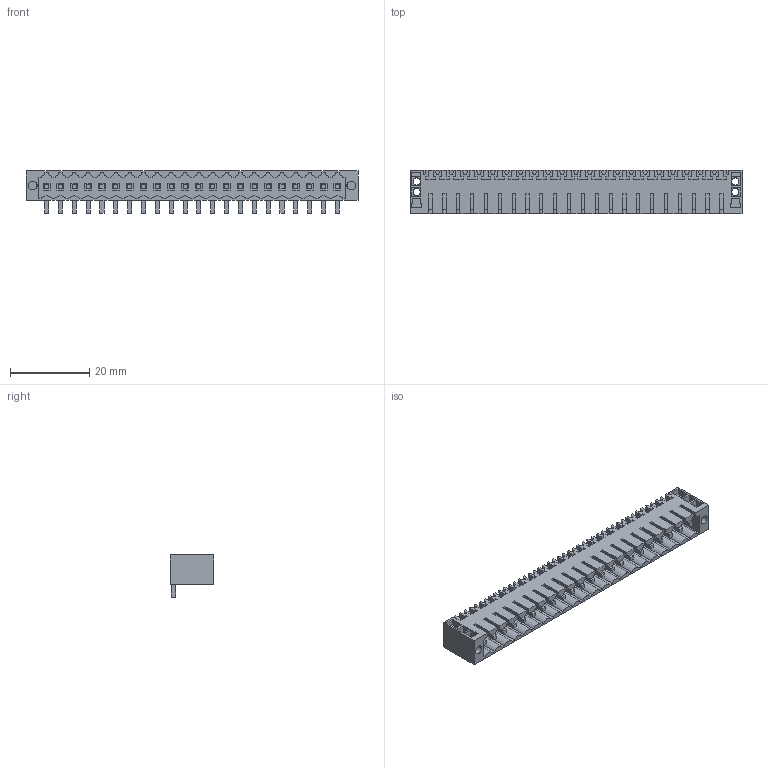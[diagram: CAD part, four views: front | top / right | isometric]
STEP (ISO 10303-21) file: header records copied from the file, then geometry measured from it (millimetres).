
FILE_DESCRIPTION(('CATIA V5 STEP Exchange','CAx-IF Rec.Pracs.--- Model Styling and Organization---1.2---2011-12-15'),'2;1');
FILE_NAME ('D1453622_0_1619820000_1619820000.stp','2018-03-06T08:53:32+00:00',('none'),('Weidmueller'),'CATIA Version 5-6 Release 2014','CATIA V5 STEP AP214','none');
FILE_SCHEMA(('AUTOMOTIVE_DESIGN { 1 0 10303 214 1 1 1 1 }'));
Length unit declared in the file: millimetre
Products named in the file (1): 1619820000
Bounding box: 83.9 x 11.05 x 10.65 mm (x, y, z)
Volume: 3032.9 mm3; surface area: 8276.5 mm2
Topology: 23 solids, 23 shells, 1314 faces, 4017 edges, 2753 vertices
Faces by surface type: plane 1209, cylinder 105
Entity records: 42887 total; most frequent: ORIENTED_EDGE 8026, CARTESIAN_POINT 7560, DIRECTION 5603, EDGE_CURVE 4013, VECTOR 3759, LINE 3759, VERTEX_POINT 2751, EDGE_LOOP 1382
